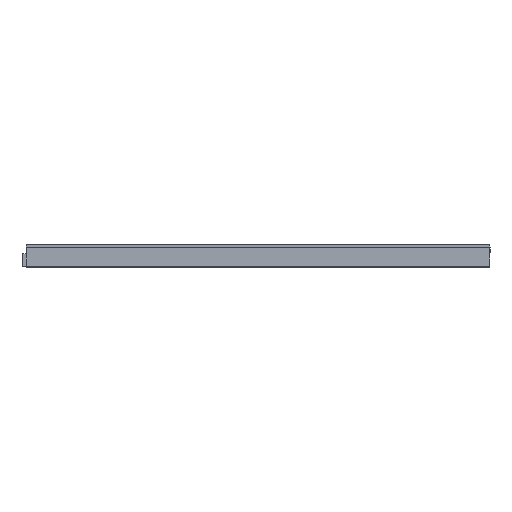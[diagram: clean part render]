
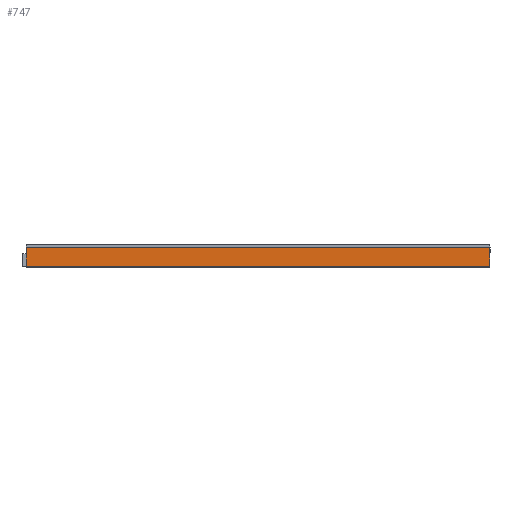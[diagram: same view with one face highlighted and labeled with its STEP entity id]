
A CAD part, top view. The second image highlights one B-rep face of the part: STEP entity #747.
In plain terms, the highlighted planar face has unit normal (0, 0, 1).
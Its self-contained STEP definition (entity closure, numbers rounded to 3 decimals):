
#71 = CARTESIAN_POINT ( 'NONE',  ( -2., 0.7, 0. ) ) ;
#115 = EDGE_CURVE ( 'NONE', #807, #1701, #2145, .T. ) ;
#136 = VECTOR ( 'NONE', #1772, 1000. ) ;
#166 = VECTOR ( 'NONE', #2198, 1000. ) ;
#251 = CARTESIAN_POINT ( 'NONE',  ( 318.8, 0.7, 0. ) ) ;
#706 = PLANE ( 'NONE',  #1447 ) ;
#747 = ADVANCED_FACE ( 'NONE', ( #900 ), #706, .F. ) ;
#784 = VERTEX_POINT ( 'NONE', #71 ) ;
#807 = VERTEX_POINT ( 'NONE', #1615 ) ;
#900 = FACE_OUTER_BOUND ( 'NONE', #2580, .T. ) ;
#911 = DIRECTION ( 'NONE',  ( -1., 0., 0. ) ) ;
#1010 = ORIENTED_EDGE ( 'NONE', *, *, #1669, .T. ) ;
#1057 = CARTESIAN_POINT ( 'NONE',  ( 318.8, 0., 0. ) ) ;
#1111 = EDGE_CURVE ( 'NONE', #2811, #807, #2610, .T. ) ;
#1112 = ORIENTED_EDGE ( 'NONE', *, *, #1111, .T. ) ;
#1148 = DIRECTION ( 'NONE',  ( -1., 0., 0. ) ) ;
#1173 = DIRECTION ( 'NONE',  ( 0., 0., -1. ) ) ;
#1312 = CARTESIAN_POINT ( 'NONE',  ( -2., 13.4, 0. ) ) ;
#1325 = ORIENTED_EDGE ( 'NONE', *, *, #1466, .T. ) ;
#1388 = DIRECTION ( 'NONE',  ( 0., -1., 0. ) ) ;
#1447 = AXIS2_PLACEMENT_3D ( 'NONE', #2534, #1173, #1148 ) ;
#1466 = EDGE_CURVE ( 'NONE', #1701, #784, #2568, .T. ) ;
#1615 = CARTESIAN_POINT ( 'NONE',  ( 318.8, 13.4, 0. ) ) ;
#1669 = EDGE_CURVE ( 'NONE', #784, #2811, #2175, .T. ) ;
#1701 = VERTEX_POINT ( 'NONE', #1312 ) ;
#1772 = DIRECTION ( 'NONE',  ( 0., 1., 0. ) ) ;
#1783 = VECTOR ( 'NONE', #911, 1000. ) ;
#1830 = ORIENTED_EDGE ( 'NONE', *, *, #115, .T. ) ;
#2145 = LINE ( 'NONE', #2759, #1783 ) ;
#2175 = LINE ( 'NONE', #2641, #166 ) ;
#2198 = DIRECTION ( 'NONE',  ( 1., 0., 0. ) ) ;
#2534 = CARTESIAN_POINT ( 'NONE',  ( 0., 0., 0. ) ) ;
#2568 = LINE ( 'NONE', #2746, #2856 ) ;
#2580 = EDGE_LOOP ( 'NONE', ( #1010, #1112, #1830, #1325 ) ) ;
#2610 = LINE ( 'NONE', #1057, #136 ) ;
#2641 = CARTESIAN_POINT ( 'NONE',  ( -2., 0.7, 0. ) ) ;
#2746 = CARTESIAN_POINT ( 'NONE',  ( -2., 0., 0. ) ) ;
#2759 = CARTESIAN_POINT ( 'NONE',  ( -2., 13.4, 0. ) ) ;
#2811 = VERTEX_POINT ( 'NONE', #251 ) ;
#2856 = VECTOR ( 'NONE', #1388, 1000. ) ;
